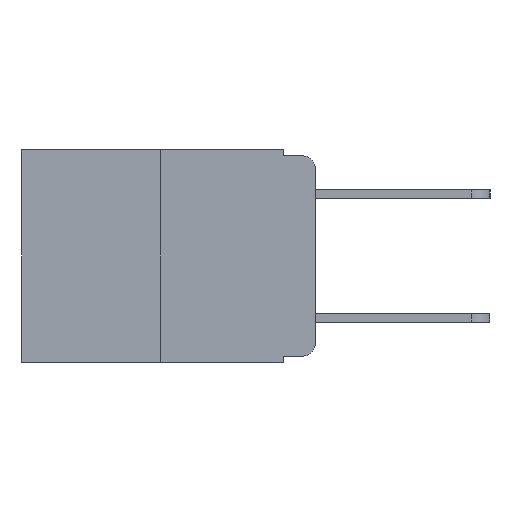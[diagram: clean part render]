
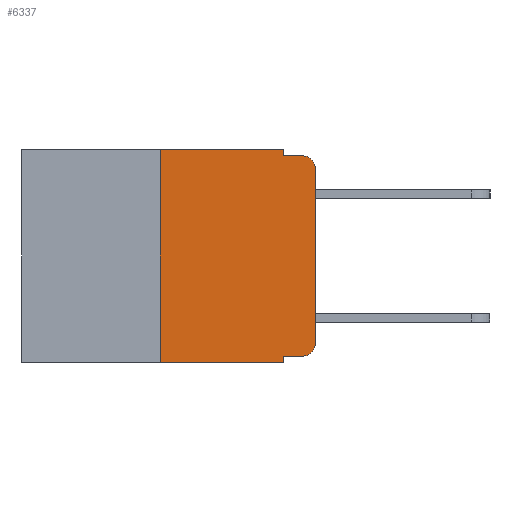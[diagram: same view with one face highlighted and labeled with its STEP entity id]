
A CAD part, left-side view. The second image highlights one B-rep face of the part: STEP entity #6337.
In plain terms, the highlighted planar face has unit normal (-1, 0, 0).
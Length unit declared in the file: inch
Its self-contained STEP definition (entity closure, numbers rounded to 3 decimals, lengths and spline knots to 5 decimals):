
#512 = LINE ( 'NONE', #9255, #3215 ) ;
#845 = VERTEX_POINT ( 'NONE', #4261 ) ;
#886 = VERTEX_POINT ( 'NONE', #4921 ) ;
#1211 = VERTEX_POINT ( 'NONE', #5948 ) ;
#1502 = CARTESIAN_POINT ( 'NONE',  ( 0., 0., -0.313 ) ) ;
#1878 = CARTESIAN_POINT ( 'NONE',  ( 0., 0.051, 0. ) ) ;
#2057 = AXIS2_PLACEMENT_3D ( 'NONE', #6926, #5809, #8204 ) ;
#2062 = CIRCLE ( 'NONE', #2094, 0.02 ) ;
#2094 = AXIS2_PLACEMENT_3D ( 'NONE', #4005, #3986, #5422 ) ;
#2138 = AXIS2_PLACEMENT_3D ( 'NONE', #3486, #4719, #4276 ) ;
#2157 = ORIENTED_EDGE ( 'NONE', *, *, #6062, .T. ) ;
#2345 = DIRECTION ( 'NONE',  ( 0., -1., 0. ) ) ;
#2880 = VERTEX_POINT ( 'NONE', #9894 ) ;
#2901 = LINE ( 'NONE', #9599, #10003 ) ;
#3083 = LINE ( 'NONE', #3722, #9688 ) ;
#3215 = VECTOR ( 'NONE', #6249, 39.37008 ) ;
#3347 = VECTOR ( 'NONE', #9429, 39.37008 ) ;
#3434 = VERTEX_POINT ( 'NONE', #1502 ) ;
#3486 = CARTESIAN_POINT ( 'NONE',  ( 0., 0.02, -0.313 ) ) ;
#3554 = DIRECTION ( 'NONE',  ( 0., 0., 1. ) ) ;
#3722 = CARTESIAN_POINT ( 'NONE',  ( 0., 0.051, -0.01 ) ) ;
#3986 = DIRECTION ( 'NONE',  ( -1., 0., 0. ) ) ;
#4005 = CARTESIAN_POINT ( 'NONE',  ( 0., 0.02, -0.03 ) ) ;
#4011 = DIRECTION ( 'NONE',  ( 0., 0., -1. ) ) ;
#4182 = VERTEX_POINT ( 'NONE', #8580 ) ;
#4261 = CARTESIAN_POINT ( 'NONE',  ( 0., 0.051, -0.343 ) ) ;
#4276 = DIRECTION ( 'NONE',  ( 0., 0., -1. ) ) ;
#4656 = CARTESIAN_POINT ( 'NONE',  ( 0., 0.051, 0. ) ) ;
#4719 = DIRECTION ( 'NONE',  ( -1., 0., 0. ) ) ;
#4783 = CARTESIAN_POINT ( 'NONE',  ( 0., 0., 0. ) ) ;
#4872 = VERTEX_POINT ( 'NONE', #8359 ) ;
#4921 = CARTESIAN_POINT ( 'NONE',  ( 0., 0.25, -0.343 ) ) ;
#4961 = ORIENTED_EDGE ( 'NONE', *, *, #6190, .F. ) ;
#4977 = ORIENTED_EDGE ( 'NONE', *, *, #6248, .T. ) ;
#5024 = VERTEX_POINT ( 'NONE', #9348 ) ;
#5039 = VECTOR ( 'NONE', #4011, 39.37008 ) ;
#5119 = ORIENTED_EDGE ( 'NONE', *, *, #6228, .F. ) ;
#5375 = ORIENTED_EDGE ( 'NONE', *, *, #6175, .T. ) ;
#5422 = DIRECTION ( 'NONE',  ( 0., 0., -1. ) ) ;
#5457 = CARTESIAN_POINT ( 'NONE',  ( 0., 0.051, -0.333 ) ) ;
#5679 = VECTOR ( 'NONE', #8367, 39.37008 ) ;
#5809 = DIRECTION ( 'NONE',  ( 1., 0., 0. ) ) ;
#5819 = FACE_OUTER_BOUND ( 'NONE', #6577, .T. ) ;
#5948 = CARTESIAN_POINT ( 'NONE',  ( 0., 0., -0.03 ) ) ;
#6053 = ORIENTED_EDGE ( 'NONE', *, *, #6172, .T. ) ;
#6062 = EDGE_CURVE ( 'NONE', #886, #845, #512, .T. ) ;
#6172 = EDGE_CURVE ( 'NONE', #5024, #3434, #6595, .T. ) ;
#6175 = EDGE_CURVE ( 'NONE', #4182, #5024, #6279, .T. ) ;
#6190 = EDGE_CURVE ( 'NONE', #4182, #845, #10636, .T. ) ;
#6191 = EDGE_CURVE ( 'NONE', #886, #2880, #10380, .T. ) ;
#6224 = EDGE_CURVE ( 'NONE', #4872, #10344, #10150, .T. ) ;
#6228 = EDGE_CURVE ( 'NONE', #10344, #10032, #3083, .T. ) ;
#6246 = EDGE_CURVE ( 'NONE', #1211, #10032, #2062, .T. ) ;
#6248 = EDGE_CURVE ( 'NONE', #3434, #1211, #11413, .T. ) ;
#6249 = DIRECTION ( 'NONE',  ( 0., -1., 0. ) ) ;
#6279 = LINE ( 'NONE', #5457, #8477 ) ;
#6337 = ADVANCED_FACE ( 'NONE', ( #5819 ), #8179, .F. ) ;
#6577 = EDGE_LOOP ( 'NONE', ( #4977, #11610, #5119, #11156, #7275, #10814, #2157, #4961, #5375, #6053 ) ) ;
#6595 = CIRCLE ( 'NONE', #2138, 0.02 ) ;
#6875 = EDGE_CURVE ( 'NONE', #2880, #4872, #2901, .T. ) ;
#6926 = CARTESIAN_POINT ( 'NONE',  ( 0., 0.473, 0. ) ) ;
#7275 = ORIENTED_EDGE ( 'NONE', *, *, #6875, .F. ) ;
#8179 = PLANE ( 'NONE',  #2057 ) ;
#8204 = DIRECTION ( 'NONE',  ( 0., 0., -1. ) ) ;
#8359 = CARTESIAN_POINT ( 'NONE',  ( 0., 0.051, 0. ) ) ;
#8367 = DIRECTION ( 'NONE',  ( 0., 0., 1. ) ) ;
#8477 = VECTOR ( 'NONE', #2345, 39.37008 ) ;
#8580 = CARTESIAN_POINT ( 'NONE',  ( 0., 0.051, -0.333 ) ) ;
#8648 = CARTESIAN_POINT ( 'NONE',  ( 0., 0.02, -0.01 ) ) ;
#9055 = CARTESIAN_POINT ( 'NONE',  ( 0., 0.051, -0.01 ) ) ;
#9255 = CARTESIAN_POINT ( 'NONE',  ( 0., 0.473, -0.343 ) ) ;
#9348 = CARTESIAN_POINT ( 'NONE',  ( 0., 0.02, -0.333 ) ) ;
#9429 = DIRECTION ( 'NONE',  ( 0., 0., -1. ) ) ;
#9438 = VECTOR ( 'NONE', #3554, 39.37008 ) ;
#9599 = CARTESIAN_POINT ( 'NONE',  ( 0., 0.473, 0. ) ) ;
#9688 = VECTOR ( 'NONE', #10314, 39.37008 ) ;
#9894 = CARTESIAN_POINT ( 'NONE',  ( 0., 0.25, 0. ) ) ;
#10003 = VECTOR ( 'NONE', #10701, 39.37008 ) ;
#10032 = VERTEX_POINT ( 'NONE', #8648 ) ;
#10150 = LINE ( 'NONE', #4656, #5039 ) ;
#10314 = DIRECTION ( 'NONE',  ( 0., -1., 0. ) ) ;
#10344 = VERTEX_POINT ( 'NONE', #9055 ) ;
#10380 = LINE ( 'NONE', #11111, #5679 ) ;
#10636 = LINE ( 'NONE', #1878, #3347 ) ;
#10701 = DIRECTION ( 'NONE',  ( 0., -1., 0. ) ) ;
#10814 = ORIENTED_EDGE ( 'NONE', *, *, #6191, .F. ) ;
#11111 = CARTESIAN_POINT ( 'NONE',  ( 0., 0.25, 0. ) ) ;
#11156 = ORIENTED_EDGE ( 'NONE', *, *, #6224, .F. ) ;
#11413 = LINE ( 'NONE', #4783, #9438 ) ;
#11610 = ORIENTED_EDGE ( 'NONE', *, *, #6246, .T. ) ;
